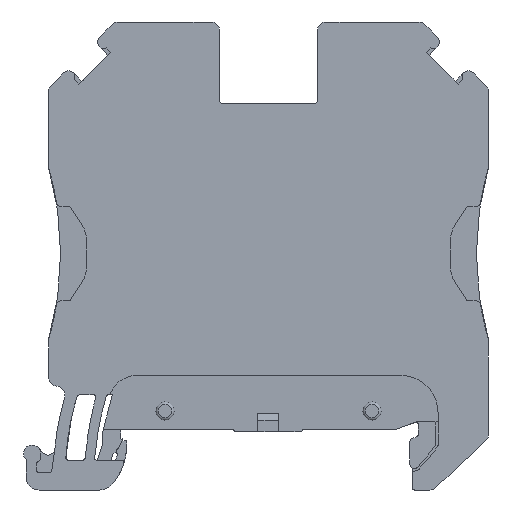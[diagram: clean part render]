
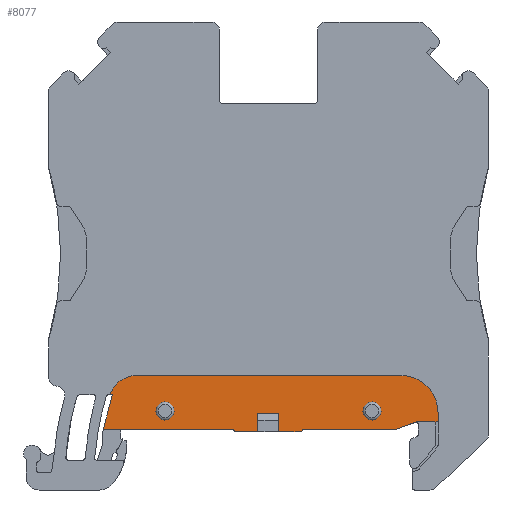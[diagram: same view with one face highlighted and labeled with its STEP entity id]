
A CAD part, front view. The second image highlights one B-rep face of the part: STEP entity #8077.
In plain terms, the highlighted planar face has unit normal (0, -1, 0).
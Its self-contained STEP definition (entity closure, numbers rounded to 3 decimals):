
#202=PLANE('',#8665);
#227=CIRCLE('',#8114,0.25);
#229=CIRCLE('',#8117,4.3);
#387=CIRCLE('',#8429,0.25);
#389=CIRCLE('',#8432,0.25);
#414=CIRCLE('',#8506,0.25);
#447=CIRCLE('',#8573,3.3);
#461=CIRCLE('',#8607,0.25);
#487=CIRCLE('',#8662,0.3);
#489=CIRCLE('',#8666,1.05);
#490=CIRCLE('',#8667,1.05);
#1996=ORIENTED_EDGE('',*,*,#3040,.T.);
#1997=ORIENTED_EDGE('',*,*,#3046,.T.);
#1998=ORIENTED_EDGE('',*,*,#3048,.T.);
#1999=ORIENTED_EDGE('',*,*,#2950,.F.);
#2000=ORIENTED_EDGE('',*,*,#2226,.F.);
#2001=ORIENTED_EDGE('',*,*,#2909,.F.);
#2002=ORIENTED_EDGE('',*,*,#2907,.F.);
#2003=ORIENTED_EDGE('',*,*,#2222,.F.);
#2004=ORIENTED_EDGE('',*,*,#2911,.F.);
#2005=ORIENTED_EDGE('',*,*,#3049,.F.);
#2006=ORIENTED_EDGE('',*,*,#3014,.F.);
#2007=ORIENTED_EDGE('',*,*,#2963,.F.);
#2008=ORIENTED_EDGE('',*,*,#2826,.F.);
#2009=ORIENTED_EDGE('',*,*,#2929,.F.);
#2010=ORIENTED_EDGE('',*,*,#2719,.F.);
#2011=ORIENTED_EDGE('',*,*,#2717,.F.);
#2012=ORIENTED_EDGE('',*,*,#2933,.F.);
#2013=ORIENTED_EDGE('',*,*,#2931,.F.);
#2014=ORIENTED_EDGE('',*,*,#2723,.F.);
#2015=ORIENTED_EDGE('',*,*,#2727,.F.);
#2016=ORIENTED_EDGE('',*,*,#2926,.F.);
#2017=ORIENTED_EDGE('',*,*,#3050,.T.);
#2018=ORIENTED_EDGE('',*,*,#3051,.T.);
#2222=EDGE_CURVE('',#3084,#3086,#227,.T.);
#2226=EDGE_CURVE('',#3089,#3090,#229,.F.);
#2717=EDGE_CURVE('',#3447,#3448,#3983,.T.);
#2719=EDGE_CURVE('',#3448,#3449,#3985,.F.);
#2723=EDGE_CURVE('',#3452,#3453,#387,.F.);
#2727=EDGE_CURVE('',#3455,#3452,#389,.T.);
#2826=EDGE_CURVE('',#3505,#3507,#414,.F.);
#2907=EDGE_CURVE('',#3086,#3554,#447,.F.);
#2909=EDGE_CURVE('',#3554,#3089,#4113,.T.);
#2911=EDGE_CURVE('',#3556,#3084,#4115,.T.);
#2926=EDGE_CURVE('',#3566,#3455,#4126,.T.);
#2929=EDGE_CURVE('',#3449,#3505,#4129,.T.);
#2931=EDGE_CURVE('',#3453,#3568,#4131,.T.);
#2933=EDGE_CURVE('',#3568,#3447,#4133,.F.);
#2950=EDGE_CURVE('',#3090,#3580,#4146,.T.);
#2963=EDGE_CURVE('',#3507,#3588,#461,.T.);
#3014=EDGE_CURVE('',#3588,#3623,#4184,.T.);
#3040=EDGE_CURVE('',#3566,#3636,#4205,.T.);
#3046=EDGE_CURVE('',#3636,#3639,#487,.F.);
#3048=EDGE_CURVE('',#3639,#3580,#4211,.T.);
#3049=EDGE_CURVE('',#3623,#3556,#4212,.T.);
#3050=EDGE_CURVE('',#3640,#3640,#489,.T.);
#3051=EDGE_CURVE('',#3641,#3641,#490,.T.);
#3084=VERTEX_POINT('',#10458);
#3086=VERTEX_POINT('',#10461);
#3089=VERTEX_POINT('',#10468);
#3090=VERTEX_POINT('',#10470);
#3447=VERTEX_POINT('',#11485);
#3448=VERTEX_POINT('',#11487);
#3449=VERTEX_POINT('',#11491);
#3452=VERTEX_POINT('',#11498);
#3453=VERTEX_POINT('',#11500);
#3455=VERTEX_POINT('',#11506);
#3505=VERTEX_POINT('',#11704);
#3507=VERTEX_POINT('',#11707);
#3554=VERTEX_POINT('',#11869);
#3556=VERTEX_POINT('',#11876);
#3566=VERTEX_POINT('',#11907);
#3568=VERTEX_POINT('',#11915);
#3580=VERTEX_POINT('',#11949);
#3588=VERTEX_POINT('',#11979);
#3623=VERTEX_POINT('',#12081);
#3636=VERTEX_POINT('',#12132);
#3639=VERTEX_POINT('',#12141);
#3640=VERTEX_POINT('',#12149);
#3641=VERTEX_POINT('',#12151);
#3983=LINE('',#11486,#4562);
#3985=LINE('',#11490,#4564);
#4113=LINE('',#11872,#4692);
#4115=LINE('',#11877,#4694);
#4126=LINE('',#11906,#4705);
#4129=LINE('',#11912,#4708);
#4131=LINE('',#11914,#4710);
#4133=LINE('',#11918,#4712);
#4146=LINE('',#11953,#4725);
#4184=LINE('',#12080,#4763);
#4205=LINE('',#12131,#4784);
#4211=LINE('',#12145,#4790);
#4212=LINE('',#12147,#4791);
#4562=VECTOR('',#9649,1000.);
#4564=VECTOR('',#9653,1000.);
#4692=VECTOR('',#10077,1000.);
#4694=VECTOR('',#10081,1000.);
#4705=VECTOR('',#10110,1000.);
#4708=VECTOR('',#10115,1000.);
#4710=VECTOR('',#10117,1000.);
#4712=VECTOR('',#10121,1000.);
#4725=VECTOR('',#10152,1000.);
#4763=VECTOR('',#10286,1000.);
#4784=VECTOR('',#10341,1000.);
#4790=VECTOR('',#10355,1000.);
#4791=VECTOR('',#10358,1000.);
#5115=EDGE_LOOP('',(#1996,#1997,#1998,#1999,#2000,#2001,#2002,#2003,#2004,
#2005,#2006,#2007,#2008,#2009,#2010,#2011,#2012,#2013,#2014,#2015,#2016));
#5116=EDGE_LOOP('',(#2017));
#5117=EDGE_LOOP('',(#2018));
#5450=FACE_BOUND('',#5115,.T.);
#5451=FACE_BOUND('',#5116,.T.);
#5452=FACE_BOUND('',#5117,.T.);
#8077=ADVANCED_FACE('',(#5450,#5451,#5452),#202,.F.);
#8114=AXIS2_PLACEMENT_3D('',#10460,#8705,#8706);
#8117=AXIS2_PLACEMENT_3D('',#10469,#8713,#8714);
#8429=AXIS2_PLACEMENT_3D('',#11499,#9660,#9661);
#8432=AXIS2_PLACEMENT_3D('',#11507,#9668,#9669);
#8506=AXIS2_PLACEMENT_3D('',#11706,#9890,#9891);
#8573=AXIS2_PLACEMENT_3D('',#11868,#10072,#10073);
#8607=AXIS2_PLACEMENT_3D('',#11978,#10182,#10183);
#8662=AXIS2_PLACEMENT_3D('',#12142,#10349,#10350);
#8665=AXIS2_PLACEMENT_3D('',#12146,#10356,#10357);
#8666=AXIS2_PLACEMENT_3D('',#12148,#10359,#10360);
#8667=AXIS2_PLACEMENT_3D('',#12150,#10361,#10362);
#8705=DIRECTION('',(0.,-1.,0.));
#8706=DIRECTION('',(0.,0.,-1.));
#8713=DIRECTION('',(0.,-1.,0.));
#8714=DIRECTION('',(0.,0.,-1.));
#9649=DIRECTION('',(-1.,0.,0.));
#9653=DIRECTION('',(0.,0.,1.));
#9660=DIRECTION('',(0.,-1.,0.));
#9661=DIRECTION('',(0.,0.,-1.));
#9668=DIRECTION('',(0.,-1.,0.));
#9669=DIRECTION('',(0.,0.,-1.));
#9890=DIRECTION('',(0.,-1.,0.));
#9891=DIRECTION('',(0.,0.,-1.));
#10072=DIRECTION('',(0.,-1.,0.));
#10073=DIRECTION('',(0.,0.,-1.));
#10077=DIRECTION('',(1.,0.,0.));
#10081=DIRECTION('',(-1.,0.,0.));
#10110=DIRECTION('',(-1.,0.,0.));
#10115=DIRECTION('',(-1.,0.,0.));
#10117=DIRECTION('',(-1.,0.,0.));
#10121=DIRECTION('',(0.,0.,-1.));
#10152=DIRECTION('',(0.,0.,-1.));
#10182=DIRECTION('',(0.,-1.,0.));
#10183=DIRECTION('',(0.,0.,-1.));
#10286=DIRECTION('',(-1.,0.,0.));
#10341=DIRECTION('',(0.94,0.,0.342));
#10349=DIRECTION('',(0.,-1.,0.));
#10350=DIRECTION('',(0.,0.,-1.));
#10355=DIRECTION('',(1.,0.,0.));
#10356=DIRECTION('',(0.,1.,0.));
#10357=DIRECTION('',(0.,0.,1.));
#10358=DIRECTION('',(0.259,0.,0.966));
#10359=DIRECTION('',(0.,1.,0.));
#10360=DIRECTION('',(0.,0.,1.));
#10361=DIRECTION('',(0.,1.,0.));
#10362=DIRECTION('',(0.,0.,1.));
#10458=CARTESIAN_POINT('',(-18.56,-3.75,-20.2));
#10460=CARTESIAN_POINT('',(-18.56,-3.75,-19.95));
#10461=CARTESIAN_POINT('',(-18.328,-3.75,-20.044));
#10468=CARTESIAN_POINT('',(15.348,-3.75,-17.979));
#10469=CARTESIAN_POINT('',(15.348,-3.75,-22.279));
#10470=CARTESIAN_POINT('',(19.648,-3.75,-22.279));
#11485=CARTESIAN_POINT('',(1.148,-3.75,-22.396));
#11486=CARTESIAN_POINT('',(1.2,-3.75,-22.396));
#11487=CARTESIAN_POINT('',(-1.247,-3.75,-22.396));
#11490=CARTESIAN_POINT('',(-1.247,-3.75,-23.428));
#11491=CARTESIAN_POINT('',(-1.247,-3.75,-24.5));
#11498=CARTESIAN_POINT('',(3.903,-3.75,-24.35));
#11499=CARTESIAN_POINT('',(3.674,-3.75,-24.25));
#11500=CARTESIAN_POINT('',(3.674,-3.75,-24.5));
#11506=CARTESIAN_POINT('',(4.132,-3.75,-24.2));
#11507=CARTESIAN_POINT('',(4.132,-3.75,-24.45));
#11704=CARTESIAN_POINT('',(-3.761,-3.75,-24.5));
#11706=CARTESIAN_POINT('',(-3.761,-3.75,-24.25));
#11707=CARTESIAN_POINT('',(-3.99,-3.75,-24.35));
#11868=CARTESIAN_POINT('',(-15.269,-3.75,-21.279));
#11869=CARTESIAN_POINT('',(-15.269,-3.75,-17.979));
#11872=CARTESIAN_POINT('',(-15.269,-3.75,-17.979));
#11876=CARTESIAN_POINT('',(-18.085,-3.75,-20.2));
#11877=CARTESIAN_POINT('',(-18.085,-3.75,-20.2));
#11906=CARTESIAN_POINT('',(4.132,-3.75,-24.2));
#11907=CARTESIAN_POINT('',(14.845,-3.75,-24.2));
#11912=CARTESIAN_POINT('',(-3.761,-3.75,-24.5));
#11914=CARTESIAN_POINT('',(-3.761,-3.75,-24.5));
#11915=CARTESIAN_POINT('',(1.148,-3.75,-24.5));
#11918=CARTESIAN_POINT('',(1.148,-3.75,-23.428));
#11949=CARTESIAN_POINT('',(19.648,-3.75,-23.362));
#11953=CARTESIAN_POINT('',(19.648,-3.75,-23.362));
#11978=CARTESIAN_POINT('',(-4.219,-3.75,-24.45));
#11979=CARTESIAN_POINT('',(-4.219,-3.75,-24.2));
#12080=CARTESIAN_POINT('',(-19.157,-3.75,-24.2));
#12081=CARTESIAN_POINT('',(-19.157,-3.75,-24.2));
#12131=CARTESIAN_POINT('',(17.097,-3.75,-23.38));
#12132=CARTESIAN_POINT('',(17.097,-3.75,-23.38));
#12141=CARTESIAN_POINT('',(17.2,-3.75,-23.362));
#12142=CARTESIAN_POINT('',(17.2,-3.75,-23.662));
#12145=CARTESIAN_POINT('',(17.2,-3.75,-23.362));
#12146=CARTESIAN_POINT('',(-13.692,-3.75,-20.296));
#12147=CARTESIAN_POINT('',(-18.085,-3.75,-20.2));
#12148=CARTESIAN_POINT('',(-12.,-3.75,-22.096));
#12149=CARTESIAN_POINT('',(-12.,-3.75,-21.046));
#12150=CARTESIAN_POINT('',(12.,-3.75,-22.096));
#12151=CARTESIAN_POINT('',(12.,-3.75,-21.046));
